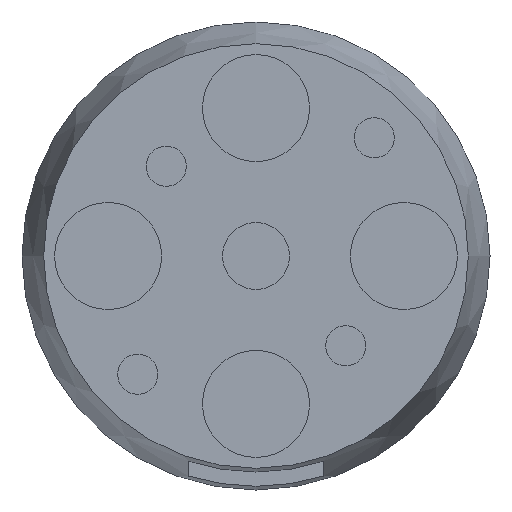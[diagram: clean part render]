
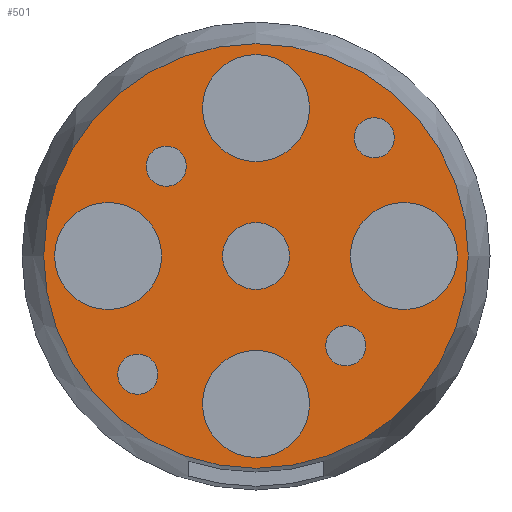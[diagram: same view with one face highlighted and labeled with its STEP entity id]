
A CAD part, left-side view. The second image highlights one B-rep face of the part: STEP entity #501.
In plain terms, the highlighted planar face has unit normal (-1, 0, 0).
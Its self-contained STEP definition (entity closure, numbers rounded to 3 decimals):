
#90=FACE_BOUND('',#170,.T.);
#91=FACE_BOUND('',#171,.T.);
#92=FACE_BOUND('',#172,.T.);
#93=FACE_BOUND('',#173,.T.);
#94=FACE_BOUND('',#174,.T.);
#95=FACE_BOUND('',#175,.T.);
#96=FACE_BOUND('',#176,.T.);
#97=FACE_BOUND('',#177,.T.);
#98=FACE_BOUND('',#178,.T.);
#125=FACE_OUTER_BOUND('',#169,.T.);
#169=EDGE_LOOP('',(#416));
#170=EDGE_LOOP('',(#417));
#171=EDGE_LOOP('',(#418));
#172=EDGE_LOOP('',(#419));
#173=EDGE_LOOP('',(#420));
#174=EDGE_LOOP('',(#421));
#175=EDGE_LOOP('',(#422));
#176=EDGE_LOOP('',(#423));
#177=EDGE_LOOP('',(#424));
#178=EDGE_LOOP('',(#425));
#207=CIRCLE('',#555,4.);
#209=CIRCLE('',#558,1.5);
#211=CIRCLE('',#561,1.5);
#213=CIRCLE('',#564,1.5);
#215=CIRCLE('',#567,4.);
#217=CIRCLE('',#570,4.);
#219=CIRCLE('',#573,4.);
#221=CIRCLE('',#576,1.5);
#224=CIRCLE('',#581,15.875);
#228=CIRCLE('',#586,2.5);
#242=VERTEX_POINT('',#821);
#244=VERTEX_POINT('',#827);
#246=VERTEX_POINT('',#833);
#248=VERTEX_POINT('',#839);
#250=VERTEX_POINT('',#845);
#252=VERTEX_POINT('',#851);
#254=VERTEX_POINT('',#857);
#256=VERTEX_POINT('',#863);
#259=VERTEX_POINT('',#873);
#265=VERTEX_POINT('',#893);
#290=EDGE_CURVE('',#242,#242,#207,.T.);
#293=EDGE_CURVE('',#244,#244,#209,.T.);
#296=EDGE_CURVE('',#246,#246,#211,.T.);
#299=EDGE_CURVE('',#248,#248,#213,.T.);
#302=EDGE_CURVE('',#250,#250,#215,.T.);
#305=EDGE_CURVE('',#252,#252,#217,.T.);
#308=EDGE_CURVE('',#254,#254,#219,.T.);
#311=EDGE_CURVE('',#256,#256,#221,.T.);
#316=EDGE_CURVE('',#259,#259,#224,.T.);
#323=EDGE_CURVE('',#265,#265,#228,.T.);
#416=ORIENTED_EDGE('',*,*,#316,.T.);
#417=ORIENTED_EDGE('',*,*,#290,.F.);
#418=ORIENTED_EDGE('',*,*,#293,.F.);
#419=ORIENTED_EDGE('',*,*,#296,.F.);
#420=ORIENTED_EDGE('',*,*,#299,.F.);
#421=ORIENTED_EDGE('',*,*,#302,.F.);
#422=ORIENTED_EDGE('',*,*,#305,.F.);
#423=ORIENTED_EDGE('',*,*,#308,.F.);
#424=ORIENTED_EDGE('',*,*,#311,.F.);
#425=ORIENTED_EDGE('',*,*,#323,.F.);
#463=PLANE('',#588);
#501=ADVANCED_FACE('',(#125,#90,#91,#92,#93,#94,#95,#96,#97,#98),#463,.F.);
#555=AXIS2_PLACEMENT_3D('',#823,#663,#664);
#558=AXIS2_PLACEMENT_3D('',#829,#670,#671);
#561=AXIS2_PLACEMENT_3D('',#835,#677,#678);
#564=AXIS2_PLACEMENT_3D('',#841,#684,#685);
#567=AXIS2_PLACEMENT_3D('',#847,#691,#692);
#570=AXIS2_PLACEMENT_3D('',#853,#698,#699);
#573=AXIS2_PLACEMENT_3D('',#859,#705,#706);
#576=AXIS2_PLACEMENT_3D('',#865,#712,#713);
#581=AXIS2_PLACEMENT_3D('',#875,#724,#725);
#586=AXIS2_PLACEMENT_3D('',#895,#735,#736);
#588=AXIS2_PLACEMENT_3D('',#897,#739,#740);
#663=DIRECTION('center_axis',(-1.,0.,0.));
#664=DIRECTION('ref_axis',(0.,0.,1.));
#670=DIRECTION('center_axis',(-1.,0.,0.));
#671=DIRECTION('ref_axis',(0.,0.,1.));
#677=DIRECTION('center_axis',(-1.,0.,0.));
#678=DIRECTION('ref_axis',(0.,0.,1.));
#684=DIRECTION('center_axis',(-1.,0.,0.));
#685=DIRECTION('ref_axis',(0.,0.,1.));
#691=DIRECTION('center_axis',(-1.,0.,0.));
#692=DIRECTION('ref_axis',(0.,0.,1.));
#698=DIRECTION('center_axis',(-1.,0.,0.));
#699=DIRECTION('ref_axis',(0.,0.,1.));
#705=DIRECTION('center_axis',(-1.,0.,0.));
#706=DIRECTION('ref_axis',(0.,0.,1.));
#712=DIRECTION('center_axis',(-1.,0.,0.));
#713=DIRECTION('ref_axis',(0.,0.,1.));
#724=DIRECTION('center_axis',(-1.,0.,0.));
#725=DIRECTION('ref_axis',(0.,0.,1.));
#735=DIRECTION('center_axis',(-1.,0.,0.));
#736=DIRECTION('ref_axis',(0.,0.,1.));
#739=DIRECTION('center_axis',(1.,0.,0.));
#740=DIRECTION('ref_axis',(0.,0.,-1.));
#821=CARTESIAN_POINT('',(6.991,-11.061,-4.));
#823=CARTESIAN_POINT('Origin',(6.991,-11.061,0.));
#827=CARTESIAN_POINT('',(6.991,-6.718,-8.218));
#829=CARTESIAN_POINT('Origin',(6.991,-6.718,-6.718));
#833=CARTESIAN_POINT('',(6.991,8.839,-10.339));
#835=CARTESIAN_POINT('Origin',(6.991,8.839,-8.839));
#839=CARTESIAN_POINT('',(6.991,-8.839,7.339));
#841=CARTESIAN_POINT('Origin',(6.991,-8.839,8.839));
#845=CARTESIAN_POINT('',(6.991,0.,-15.061));
#847=CARTESIAN_POINT('Origin',(6.991,0.,-11.061));
#851=CARTESIAN_POINT('',(6.991,11.061,-4.));
#853=CARTESIAN_POINT('Origin',(6.991,11.061,0.));
#857=CARTESIAN_POINT('',(6.991,0.,7.061));
#859=CARTESIAN_POINT('Origin',(6.991,0.,11.061));
#863=CARTESIAN_POINT('',(6.991,6.718,5.218));
#865=CARTESIAN_POINT('Origin',(6.991,6.718,6.718));
#873=CARTESIAN_POINT('',(6.991,0.,15.875));
#875=CARTESIAN_POINT('Origin',(6.991,0.,0.));
#893=CARTESIAN_POINT('',(6.991,0.,-2.5));
#895=CARTESIAN_POINT('Origin',(6.991,0.,0.));
#897=CARTESIAN_POINT('Origin',(6.991,0.,-15.875));
